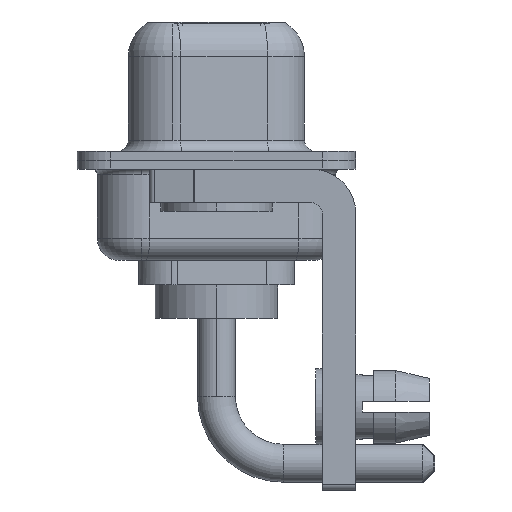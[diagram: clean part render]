
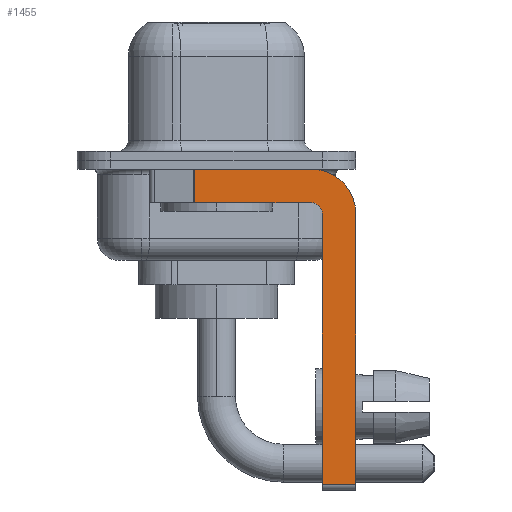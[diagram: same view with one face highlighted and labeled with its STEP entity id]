
A CAD part, left-side view. The second image highlights one B-rep face of the part: STEP entity #1455.
In plain terms, the highlighted planar face has unit normal (-1, 0, 0).
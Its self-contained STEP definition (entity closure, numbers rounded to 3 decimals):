
#115 = CARTESIAN_POINT ( 'NONE',  ( -2.9, 0.978, -0.4 ) ) ;
#163 = EDGE_CURVE ( 'NONE', #1214, #5576, #7088, .T. ) ;
#551 = EDGE_CURVE ( 'NONE', #13314, #6555, #13150, .T. ) ;
#654 = VECTOR ( 'NONE', #5428, 1000. ) ;
#686 = FACE_OUTER_BOUND ( 'NONE', #8690, .T. ) ;
#722 = VERTEX_POINT ( 'NONE', #9530 ) ;
#1214 = VERTEX_POINT ( 'NONE', #115 ) ;
#1362 = ORIENTED_EDGE ( 'NONE', *, *, #7151, .T. ) ;
#1455 = ADVANCED_FACE ( 'NONE', ( #686 ), #5710, .F. ) ;
#2600 = EDGE_CURVE ( 'NONE', #13314, #15336, #6645, .T. ) ;
#2779 = DIRECTION ( 'NONE',  ( -1., 0., 0. ) ) ;
#3021 = ORIENTED_EDGE ( 'NONE', *, *, #6017, .F. ) ;
#3256 = DIRECTION ( 'NONE',  ( 0., 0., -1. ) ) ;
#3490 = CIRCLE ( 'NONE', #10763, 2. ) ;
#3617 = VECTOR ( 'NONE', #9675, 1000. ) ;
#3627 = EDGE_CURVE ( 'NONE', #722, #6555, #15332, .T. ) ;
#4008 = ORIENTED_EDGE ( 'NONE', *, *, #163, .F. ) ;
#4184 = CARTESIAN_POINT ( 'NONE',  ( -2.9, 0.978, -1.9 ) ) ;
#4230 = ORIENTED_EDGE ( 'NONE', *, *, #7889, .F. ) ;
#4391 = VERTEX_POINT ( 'NONE', #10425 ) ;
#5049 = CARTESIAN_POINT ( 'NONE',  ( -2.9, -4.25, -2.4 ) ) ;
#5428 = DIRECTION ( 'NONE',  ( 0., 0., 1. ) ) ;
#5568 = EDGE_CURVE ( 'NONE', #15415, #4391, #12246, .T. ) ;
#5576 = VERTEX_POINT ( 'NONE', #11191 ) ;
#5625 = CARTESIAN_POINT ( 'NONE',  ( -2.9, -4.75, -2.4 ) ) ;
#5710 = PLANE ( 'NONE',  #6550 ) ;
#5749 = CARTESIAN_POINT ( 'NONE',  ( -2.9, -4.25, -14.55 ) ) ;
#6017 = EDGE_CURVE ( 'NONE', #5576, #722, #3490, .T. ) ;
#6550 = AXIS2_PLACEMENT_3D ( 'NONE', #9440, #14419, #3256 ) ;
#6555 = VERTEX_POINT ( 'NONE', #10141 ) ;
#6602 = CARTESIAN_POINT ( 'NONE',  ( -2.9, -4.25, -1.9 ) ) ;
#6623 = VECTOR ( 'NONE', #8003, 1000. ) ;
#6645 = LINE ( 'NONE', #7552, #654 ) ;
#7024 = VECTOR ( 'NONE', #15688, 1000. ) ;
#7088 = LINE ( 'NONE', #9439, #3617 ) ;
#7151 = EDGE_CURVE ( 'NONE', #1214, #4391, #12730, .T. ) ;
#7552 = CARTESIAN_POINT ( 'NONE',  ( -2.9, -4.75, -14.8 ) ) ;
#7713 = CIRCLE ( 'NONE', #12892, 0.5 ) ;
#7765 = DIRECTION ( 'NONE',  ( 0., 0., 1. ) ) ;
#7828 = ORIENTED_EDGE ( 'NONE', *, *, #5568, .F. ) ;
#7889 = EDGE_CURVE ( 'NONE', #15336, #15415, #7713, .T. ) ;
#8003 = DIRECTION ( 'NONE',  ( 0., 0., -1. ) ) ;
#8408 = VECTOR ( 'NONE', #16012, 1000. ) ;
#8509 = CARTESIAN_POINT ( 'NONE',  ( -2.9, -4.25, -1.9 ) ) ;
#8690 = EDGE_LOOP ( 'NONE', ( #4008, #1362, #7828, #4230, #10327, #14954, #11417, #3021 ) ) ;
#9291 = CARTESIAN_POINT ( 'NONE',  ( -2.9, -6.25, -2.4 ) ) ;
#9439 = CARTESIAN_POINT ( 'NONE',  ( -2.9, 3., -0.4 ) ) ;
#9440 = CARTESIAN_POINT ( 'NONE',  ( -2.9, -4.25, -2.4 ) ) ;
#9530 = CARTESIAN_POINT ( 'NONE',  ( -2.9, -6.25, -2.4 ) ) ;
#9675 = DIRECTION ( 'NONE',  ( 0., -1., 0. ) ) ;
#9919 = DIRECTION ( 'NONE',  ( 1., 0., 0. ) ) ;
#10141 = CARTESIAN_POINT ( 'NONE',  ( -2.9, -6.25, -14.55 ) ) ;
#10327 = ORIENTED_EDGE ( 'NONE', *, *, #2600, .F. ) ;
#10425 = CARTESIAN_POINT ( 'NONE',  ( -2.9, 0.978, -1.9 ) ) ;
#10763 = AXIS2_PLACEMENT_3D ( 'NONE', #5049, #9919, #12609 ) ;
#11191 = CARTESIAN_POINT ( 'NONE',  ( -2.9, -4.25, -0.4 ) ) ;
#11306 = VECTOR ( 'NONE', #14205, 1000. ) ;
#11417 = ORIENTED_EDGE ( 'NONE', *, *, #3627, .F. ) ;
#11995 = CARTESIAN_POINT ( 'NONE',  ( -2.9, -4.75, -14.55 ) ) ;
#12246 = LINE ( 'NONE', #8509, #8408 ) ;
#12609 = DIRECTION ( 'NONE',  ( 0., 0., -1. ) ) ;
#12730 = LINE ( 'NONE', #4184, #11306 ) ;
#12892 = AXIS2_PLACEMENT_3D ( 'NONE', #15171, #2779, #7765 ) ;
#13150 = LINE ( 'NONE', #5749, #7024 ) ;
#13314 = VERTEX_POINT ( 'NONE', #11995 ) ;
#14205 = DIRECTION ( 'NONE',  ( 0., 0., -1. ) ) ;
#14419 = DIRECTION ( 'NONE',  ( 1., 0., 0. ) ) ;
#14954 = ORIENTED_EDGE ( 'NONE', *, *, #551, .T. ) ;
#15171 = CARTESIAN_POINT ( 'NONE',  ( -2.9, -4.25, -2.4 ) ) ;
#15332 = LINE ( 'NONE', #9291, #6623 ) ;
#15336 = VERTEX_POINT ( 'NONE', #5625 ) ;
#15415 = VERTEX_POINT ( 'NONE', #6602 ) ;
#15688 = DIRECTION ( 'NONE',  ( 0., -1., 0. ) ) ;
#16012 = DIRECTION ( 'NONE',  ( 0., 1., 0. ) ) ;
